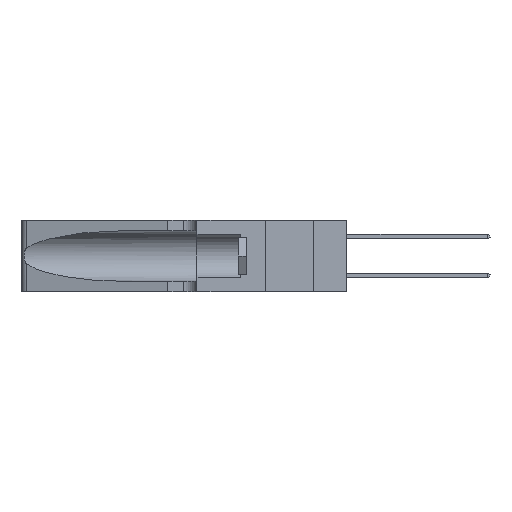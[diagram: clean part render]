
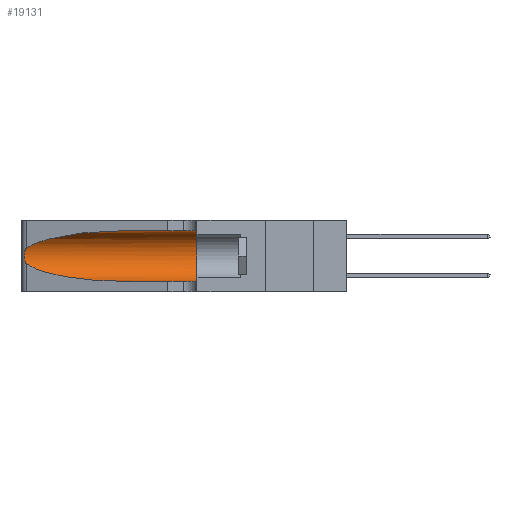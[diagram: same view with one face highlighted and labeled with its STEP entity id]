
A CAD part, left-side view. The second image highlights one B-rep face of the part: STEP entity #19131.
In plain terms, the highlighted cylindrical face has radius 3.308 mm (diameter 6.617 mm), a partial arc.
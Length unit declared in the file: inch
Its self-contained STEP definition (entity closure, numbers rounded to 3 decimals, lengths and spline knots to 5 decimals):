
#152 = B_SPLINE_CURVE_WITH_KNOTS ( 'NONE', 3,
 ( #25290, #17552, #21449, #9715, #23410, #11753, #25368, #13736, #1387, #15684, #3563, #17636, #5690, #19585 ),
 .UNSPECIFIED., .F., .F.,
 ( 4, 2, 2, 2, 2, 2, 4 ),
 ( 0., 0.00027, 0.00053, 0.00107, 0.0016, 0.00187, 0.00214 ),
 .UNSPECIFIED. ) ;
#593 = CARTESIAN_POINT ( 'NONE',  ( 0.1305, 0.72297, 0.05475 ) ) ;
#698 = CARTESIAN_POINT ( 'NONE',  ( 0.18966, 0.96281, 0.31525 ) ) ;
#1387 = CARTESIAN_POINT ( 'NONE',  ( 0.26017, 1.23833, 0.17102 ) ) ;
#1713 = CYLINDRICAL_SURFACE ( 'NONE', #21316, 0.13025 ) ;
#1873 = VERTEX_POINT ( 'NONE', #19266 ) ;
#2074 = VECTOR ( 'NONE', #16937, 39.37008 ) ;
#2789 = CARTESIAN_POINT ( 'NONE',  ( 0.1305, 1.61858, 0.05475 ) ) ;
#2858 = CARTESIAN_POINT ( 'NONE',  ( 0.25487, 1.22718, 0.22369 ) ) ;
#3563 = CARTESIAN_POINT ( 'NONE',  ( 0.25789, 1.23486, 0.15765 ) ) ;
#3652 = CARTESIAN_POINT ( 'NONE',  ( 0.25487, 1.22718, 0.14631 ) ) ;
#4808 = CARTESIAN_POINT ( 'NONE',  ( 0.1305, 1.61858, 0.31525 ) ) ;
#4830 = DIRECTION ( 'NONE',  ( 0., 1., 0. ) ) ;
#5060 = VECTOR ( 'NONE', #20703, 39.37008 ) ;
#5451 = VERTEX_POINT ( 'NONE', #12612 ) ;
#5690 = CARTESIAN_POINT ( 'NONE',  ( 0.25555, 1.22993, 0.14849 ) ) ;
#5777 = CARTESIAN_POINT ( 'NONE',  ( 0.2373, 1.15595, 0.08982 ) ) ;
#6252 = EDGE_CURVE ( 'NONE', #11630, #1873, #18084, .T. ) ;
#6272 = VERTEX_POINT ( 'NONE', #593 ) ;
#6699 = CARTESIAN_POINT ( 'NONE',  ( 0.1305, 0.72297, 0.31525 ) ) ;
#6904 = VERTEX_POINT ( 'NONE', #6699 ) ;
#7330 = FACE_OUTER_BOUND ( 'NONE', #25354, .T. ) ;
#7593 = ORIENTED_EDGE ( 'NONE', *, *, #19497, .F. ) ;
#7850 = CARTESIAN_POINT ( 'NONE',  ( 0.1305, 0.72297, 0.05475 ) ) ;
#7959 = ORIENTED_EDGE ( 'NONE', *, *, #8017, .T. ) ;
#8017 = EDGE_CURVE ( 'NONE', #21341, #6272, #9897, .T. ) ;
#8840 = DIRECTION ( 'NONE',  ( 0., -1., 0. ) ) ;
#9715 = CARTESIAN_POINT ( 'NONE',  ( 0.25787, 1.23484, 0.2124 ) ) ;
#9897 =( BOUNDED_CURVE ( )  B_SPLINE_CURVE ( 3, ( #3652, #5777, #19664, #7850 ),
 .UNSPECIFIED., .F., .F. ) 
 B_SPLINE_CURVE_WITH_KNOTS ( ( 4, 4 ),
 ( 3.44316, 4.71239 ),
 .UNSPECIFIED. ) 
 CURVE ( )  GEOMETRIC_REPRESENTATION_ITEM ( )  RATIONAL_B_SPLINE_CURVE ( ( 1., 0.87, 0.87, 1. ) ) 
 REPRESENTATION_ITEM ( '' )  );
#10083 = AXIS2_PLACEMENT_3D ( 'NONE', #16835, #4830, #18795 ) ;
#10888 = DIRECTION ( 'NONE',  ( 0., 0., -1. ) ) ;
#11110 = EDGE_CURVE ( 'NONE', #6272, #1873, #23380, .T. ) ;
#11135 = LINE ( 'NONE', #4808, #5060 ) ;
#11630 = VERTEX_POINT ( 'NONE', #20305 ) ;
#11753 = CARTESIAN_POINT ( 'NONE',  ( 0.26018, 1.23835, 0.19895 ) ) ;
#12446 = ORIENTED_EDGE ( 'NONE', *, *, #11110, .T. ) ;
#12612 = CARTESIAN_POINT ( 'NONE',  ( 0.25487, 1.22718, 0.22369 ) ) ;
#13736 = CARTESIAN_POINT ( 'NONE',  ( 0.26075, 1.23896, 0.178 ) ) ;
#14562 = EDGE_CURVE ( 'NONE', #5451, #21341, #152, .T. ) ;
#15050 = CARTESIAN_POINT ( 'NONE',  ( 0.2373, 1.15595, 0.28018 ) ) ;
#15684 = CARTESIAN_POINT ( 'NONE',  ( 0.25856, 1.23593, 0.16098 ) ) ;
#16605 = EDGE_CURVE ( 'NONE', #6904, #5451, #21667, .T. ) ;
#16835 = CARTESIAN_POINT ( 'NONE',  ( 0.1305, 0.35, 0.185 ) ) ;
#16937 = DIRECTION ( 'NONE',  ( 0., -1., 0. ) ) ;
#17552 = CARTESIAN_POINT ( 'NONE',  ( 0.25555, 1.22994, 0.2215 ) ) ;
#17636 = CARTESIAN_POINT ( 'NONE',  ( 0.25639, 1.23186, 0.15144 ) ) ;
#18084 = CIRCLE ( 'NONE', #10083, 0.13025 ) ;
#18668 = CARTESIAN_POINT ( 'NONE',  ( 0.1305, 1.61858, 0.185 ) ) ;
#18795 = DIRECTION ( 'NONE',  ( 0., 0., 1. ) ) ;
#18946 = ORIENTED_EDGE ( 'NONE', *, *, #6252, .F. ) ;
#19131 = ADVANCED_FACE ( 'NONE', ( #7330 ), #1713, .F. ) ;
#19266 = CARTESIAN_POINT ( 'NONE',  ( 0.1305, 0.35, 0.05475 ) ) ;
#19350 = ORIENTED_EDGE ( 'NONE', *, *, #16605, .T. ) ;
#19497 = EDGE_CURVE ( 'NONE', #6904, #11630, #11135, .T. ) ;
#19585 = CARTESIAN_POINT ( 'NONE',  ( 0.25487, 1.22718, 0.14631 ) ) ;
#19664 = CARTESIAN_POINT ( 'NONE',  ( 0.18966, 0.96281, 0.05475 ) ) ;
#20305 = CARTESIAN_POINT ( 'NONE',  ( 0.1305, 0.35, 0.31525 ) ) ;
#20703 = DIRECTION ( 'NONE',  ( 0., -1., 0. ) ) ;
#21316 = AXIS2_PLACEMENT_3D ( 'NONE', #18668, #8840, #10888 ) ;
#21341 = VERTEX_POINT ( 'NONE', #22923 ) ;
#21449 = CARTESIAN_POINT ( 'NONE',  ( 0.25639, 1.23184, 0.21858 ) ) ;
#21667 =( BOUNDED_CURVE ( )  B_SPLINE_CURVE ( 3, ( #24725, #698, #15050, #2858 ),
 .UNSPECIFIED., .F., .F. ) 
 B_SPLINE_CURVE_WITH_KNOTS ( ( 4, 4 ),
 ( 1.5708, 2.84003 ),
 .UNSPECIFIED. ) 
 CURVE ( )  GEOMETRIC_REPRESENTATION_ITEM ( )  RATIONAL_B_SPLINE_CURVE ( ( 1., 0.87, 0.87, 1. ) ) 
 REPRESENTATION_ITEM ( '' )  );
#22923 = CARTESIAN_POINT ( 'NONE',  ( 0.25487, 1.22718, 0.14631 ) ) ;
#23380 = LINE ( 'NONE', #2789, #2074 ) ;
#23410 = CARTESIAN_POINT ( 'NONE',  ( 0.25854, 1.2359, 0.20912 ) ) ;
#24217 = ORIENTED_EDGE ( 'NONE', *, *, #14562, .T. ) ;
#24725 = CARTESIAN_POINT ( 'NONE',  ( 0.1305, 0.72297, 0.31525 ) ) ;
#25290 = CARTESIAN_POINT ( 'NONE',  ( 0.25487, 1.22718, 0.22369 ) ) ;
#25354 = EDGE_LOOP ( 'NONE', ( #19350, #24217, #7959, #12446, #18946, #7593 ) ) ;
#25368 = CARTESIAN_POINT ( 'NONE',  ( 0.26075, 1.23896, 0.19203 ) ) ;
